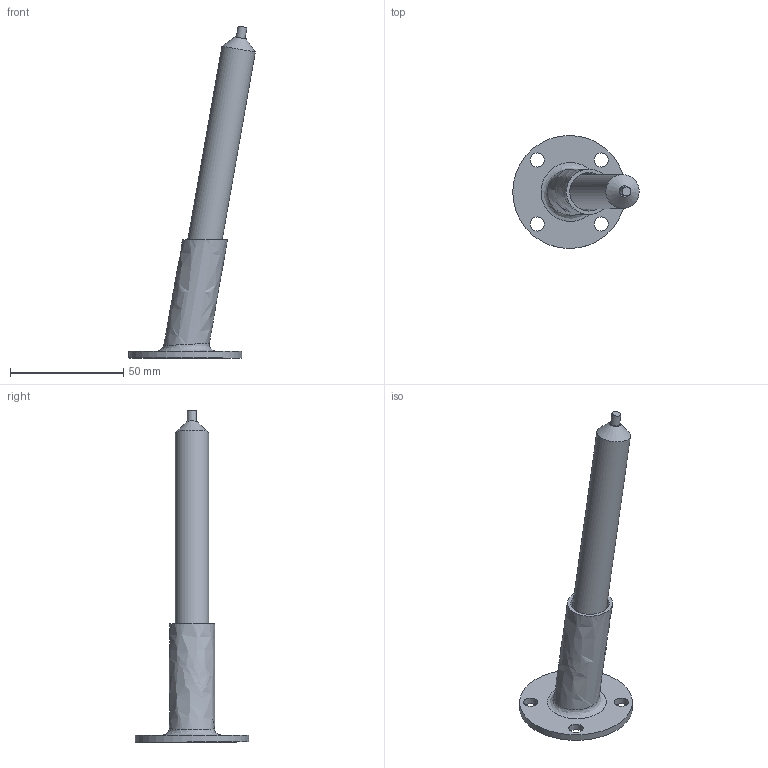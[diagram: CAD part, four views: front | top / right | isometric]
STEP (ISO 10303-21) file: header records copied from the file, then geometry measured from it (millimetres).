
FILE_DESCRIPTION(/* description */ (''),/* implementation_level */ '2;1');
FILE_NAME(/* name */ 'EnsambleMarcador.stp',/* time_stamp */ '2023-09-07T15:05:21-05:00',/* author */ ('felip'),/* organization */ (''),/* preprocessor_version */ 'ST-DEVELOPER v19',/* originating_system */ 'Autodesk Inventor 2023',/* authorisation */ '');
FILE_SCHEMA (('AUTOMOTIVE_DESIGN { 1 0 10303 214 3 1 1 }'));
Length unit declared in the file: millimetre
Products named in the file (3): EnsambleMarcador; Marcador; SoporteMarcador
Assembly tree (2 placements, depth 2):
  EnsambleMarcador
    Marcador
    SoporteMarcador
Bounding box: 55.91 x 50 x 146.75 mm (x, y, z)
Volume: 34293.3 mm3; surface area: 16918.4 mm2
Topology: 2 solids, 2 shells, 18 faces, 33 edges, 22 vertices
Faces by surface type: cylinder 7, plane 7, bspline 3, cone 1
Full cylindrical faces by diameter (mm): 4 x1, 6.25 x4, 15 x1, 50 x1
Entity records: 731 total; most frequent: CARTESIAN_POINT 250, DIRECTION 88, ORIENTED_EDGE 66, AXIS2_PLACEMENT_3D 40, EDGE_CURVE 33, EDGE_LOOP 29, VERTEX_POINT 22, CIRCLE 20
